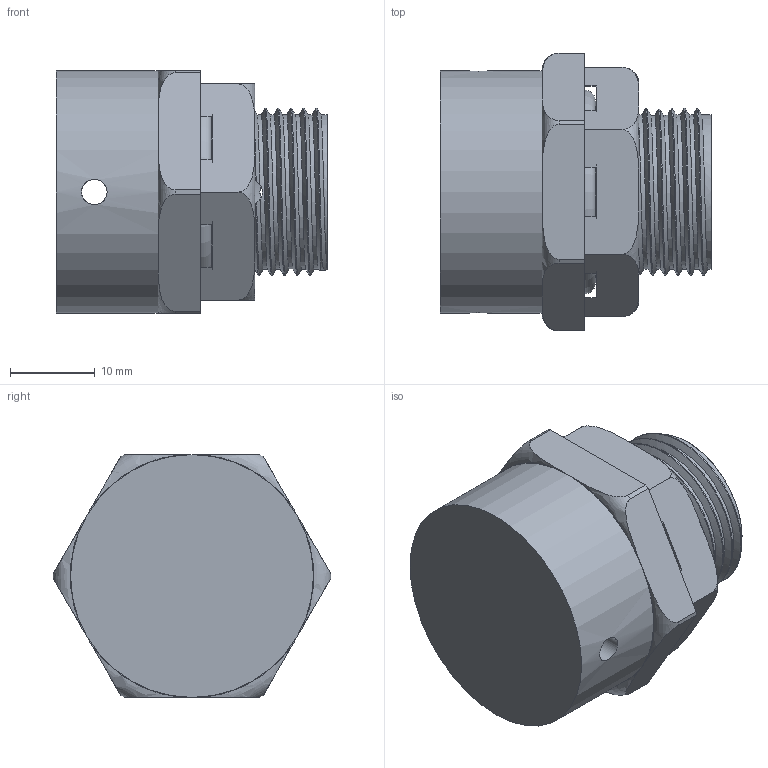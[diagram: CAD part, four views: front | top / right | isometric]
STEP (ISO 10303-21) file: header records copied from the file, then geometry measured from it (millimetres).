
FILE_DESCRIPTION(/* description */ ('EE-Stutzen M20x1,5'),/* implementation_level */ '2;1');
FILE_NAME(/* name */ '73000521-RST.stp',/* time_stamp */ '2020-04-15T11:12:59+02:00',/* author */ ('sl'),/* organization */ (''),/* preprocessor_version */ 'ST-DEVELOPER v16.5',/* originating_system */ 'Autodesk Inventor 2017',/* authorisation */ '');
FILE_SCHEMA (('AUTOMOTIVE_DESIGN { 1 0 10303 214 3 1 1 }'));
Length unit declared in the file: millimetre
Products named in the file (5): 73000521; 73000521_1; 73000521_2; 73000521_3; 73000521_4
Assembly tree (4 placements, depth 2):
  73000521
    73000521_1
    73000521_2
    73000521_3
    73000521_4
Bounding box: 32 x 32.7 x 28.58 mm (x, y, z)
Volume: 14210.3 mm3; surface area: 8211.7 mm2
Topology: 4 solids, 4 shells, 96 faces, 271 edges, 175 vertices
Faces by surface type: cylinder 37, plane 34, bspline 14, torus 9, cone 2
Full cylindrical faces by diameter (mm): 3 x5, 5 x1, 13.3 x2, 28.58 x1
Entity records: 6385 total; most frequent: CARTESIAN_POINT 4056, ORIENTED_EDGE 486, DIRECTION 393, EDGE_CURVE 243, VERTEX_POINT 163, AXIS2_PLACEMENT_3D 162, EDGE_LOOP 118, B_SPLINE_CURVE_WITH_KNOTS 103
